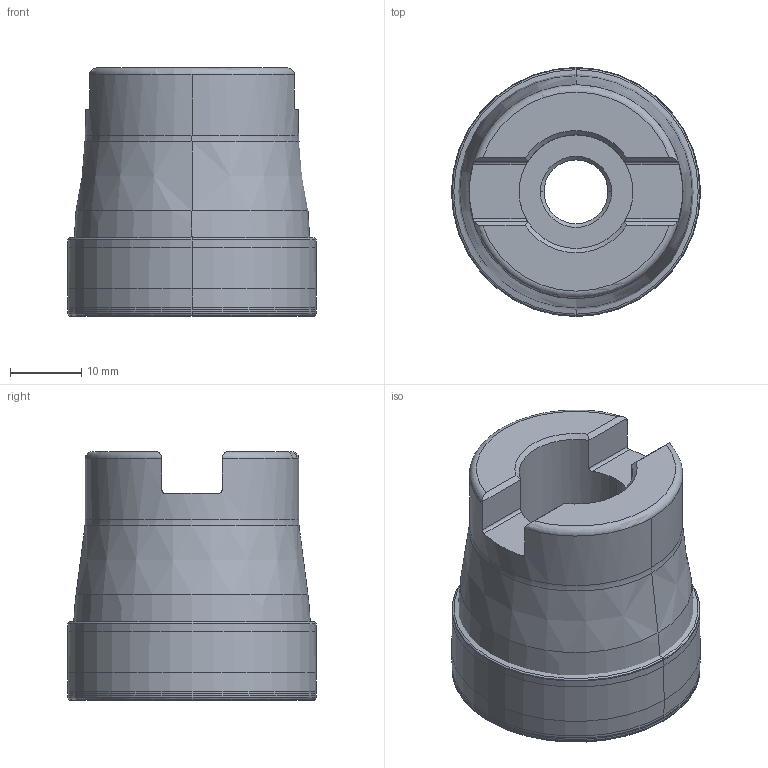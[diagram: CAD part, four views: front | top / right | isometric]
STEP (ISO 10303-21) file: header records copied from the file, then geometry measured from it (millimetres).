
FILE_DESCRIPTION((''),'2;1');
FILE_NAME('2J1F035R00','2015-10-31T',('goebels'),(''),'PRO/ENGINEER BY PARAMETRIC TECHNOLOGY CORPORATION, 2011490','PRO/ENGINEER BY PARAMETRIC TECHNOLOGY CORPORATION, 2011490','');
FILE_SCHEMA(('AUTOMOTIVE_DESIGN { 1 2 10303 214 0 1 1 1 }'));
Length unit declared in the file: millimetre
Products named in the file (3): NOCUT; CUT; 2J1F035R00
Assembly tree (2 placements, depth 2):
  2J1F035R00
    NOCUT
    CUT
Bounding box: 35.04 x 35.04 x 35 mm (x, y, z)
Volume: 27249.2 mm3; surface area: 9463.1 mm2
Topology: 2 solids, 2 shells, 125 faces, 272 edges, 163 vertices
Faces by surface type: revolution 52, torus 20, plane 19, cylinder 16, cone 16, bspline 2
Entity records: 7720 total; most frequent: CARTESIAN_POINT 3997, DIRECTION 560, ORIENTED_EDGE 536, PRESENTATION_STYLE_ASSIGNMENT 280, STYLED_ITEM 280, CURVE_STYLE 278, EDGE_CURVE 268, AXIS2_PLACEMENT_3D 227
